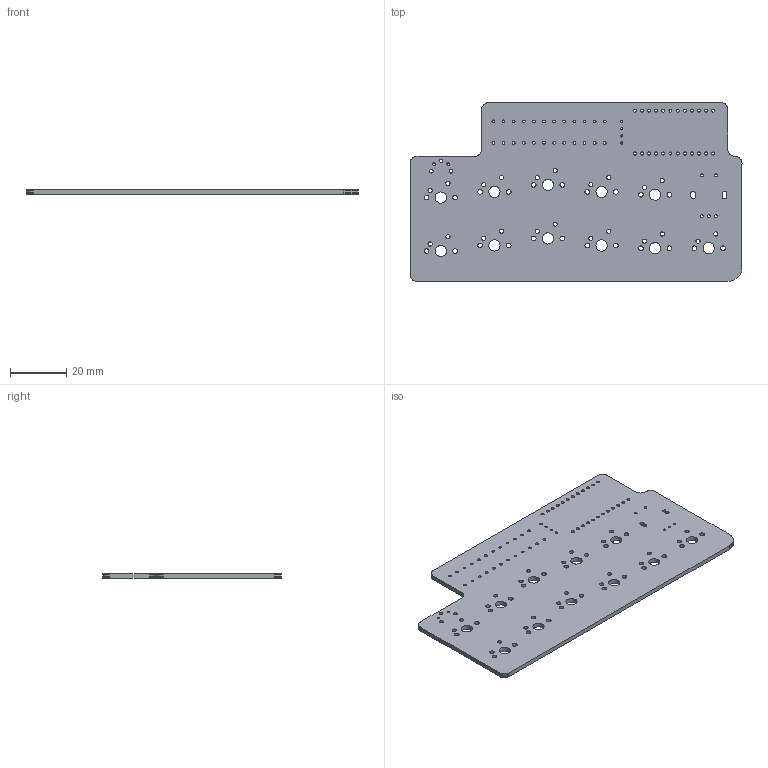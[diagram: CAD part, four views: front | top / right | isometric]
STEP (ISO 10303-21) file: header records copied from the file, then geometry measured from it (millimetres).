
FILE_DESCRIPTION(('KiCad electronic assembly'),'2;1');
FILE_NAME('Middle_Plate.step','2023-11-14T15:27:17',('Pcbnew'),('Kicad') ,'Open CASCADE STEP processor 7.6','KiCad to STEP converter','Unknown' );
FILE_SCHEMA(('AUTOMOTIVE_DESIGN { 1 0 10303 214 1 1 1 1 }'));
Length unit declared in the file: millimetre
Products named in the file (2): Middle_Plate 1; Nixie-12R-pcb PCB
Assembly tree (1 placements, depth 2):
  Middle_Plate 1
    Nixie-12R-pcb PCB
Bounding box: 118.05 x 63.6 x 1.6 mm (x, y, z)
Volume: 10606.6 mm3; surface area: 14744.3 mm2
Topology: 1 solids, 1 shells, 288 faces, 858 edges, 572 vertices
Faces by surface type: plane 171, cylinder 117
Full cylindrical faces by diameter (mm): 0.813 x4, 0.99 x2, 0.991 x24, 1 x5, 1.092 x24, 1.2 x1, 1.3 x2, 1.5 x22, 1.7 x22, 4 x11
Entity records: 21955 total; most frequent: CARTESIAN_POINT 4960, DIRECTION 3034, LINE 1986, VECTOR 1986, ORIENTED_EDGE 1716, PCURVE 1716, DEFINITIONAL_REPRESENTATION 1716, EDGE_CURVE 858
